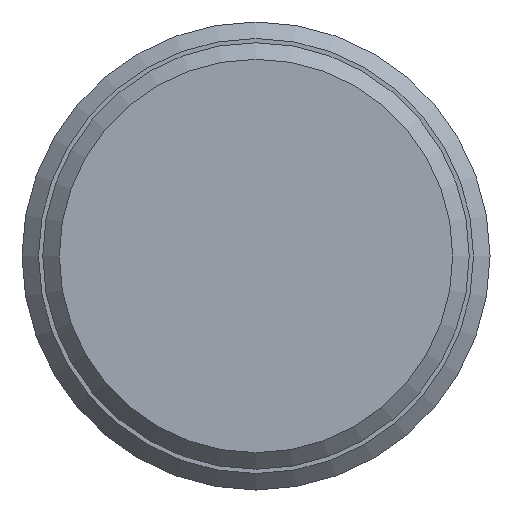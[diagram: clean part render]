
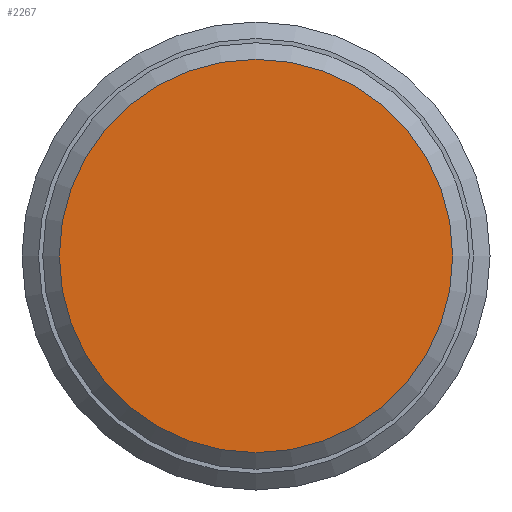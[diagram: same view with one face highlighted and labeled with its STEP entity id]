
A CAD part, front view. The second image highlights one B-rep face of the part: STEP entity #2267.
In plain terms, the highlighted planar face has unit normal (0, -1, 0).
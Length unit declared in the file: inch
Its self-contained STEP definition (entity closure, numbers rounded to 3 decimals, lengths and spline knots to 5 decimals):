
#201 = CARTESIAN_POINT ( 'NONE',  ( 0., -0.2756, 0. ) ) ;
#362 = ORIENTED_EDGE ( 'NONE', *, *, #2192, .T. ) ;
#373 = AXIS2_PLACEMENT_3D ( 'NONE', #2664, #1762, #1311 ) ;
#1108 = FACE_OUTER_BOUND ( 'NONE', #2655, .T. ) ;
#1311 = DIRECTION ( 'NONE',  ( 0., 0., -1. ) ) ;
#1671 = AXIS2_PLACEMENT_3D ( 'NONE', #201, #2868, #2428 ) ;
#1762 = DIRECTION ( 'NONE',  ( 0., -1., 0. ) ) ;
#1964 = CIRCLE ( 'NONE', #373, 0.29785 ) ;
#1977 = PLANE ( 'NONE',  #1671 ) ;
#2192 = EDGE_CURVE ( 'NONE', #2680, #2680, #1964, .T. ) ;
#2267 = ADVANCED_FACE ( 'NONE', ( #1108 ), #1977, .T. ) ;
#2398 = CARTESIAN_POINT ( 'NONE',  ( 0., -0.2756, -0.29785 ) ) ;
#2428 = DIRECTION ( 'NONE',  ( 0., 0., -1. ) ) ;
#2655 = EDGE_LOOP ( 'NONE', ( #362 ) ) ;
#2664 = CARTESIAN_POINT ( 'NONE',  ( 0., -0.2756, 0. ) ) ;
#2680 = VERTEX_POINT ( 'NONE', #2398 ) ;
#2868 = DIRECTION ( 'NONE',  ( 0., -1., 0. ) ) ;
